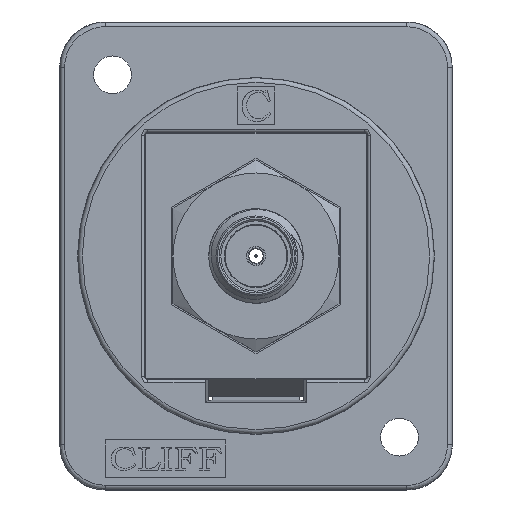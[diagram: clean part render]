
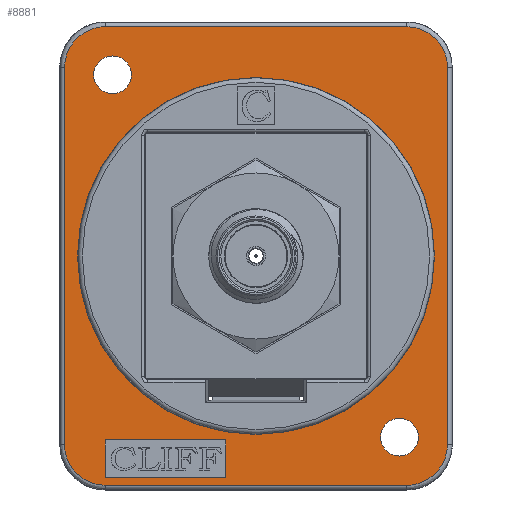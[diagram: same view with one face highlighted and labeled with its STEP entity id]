
A CAD part, front view. The second image highlights one B-rep face of the part: STEP entity #8881.
In plain terms, the highlighted planar face has unit normal (0, -1, 0).
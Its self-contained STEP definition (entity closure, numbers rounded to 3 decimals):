
#109=FACE_BOUND('',#1429,.T.);
#110=FACE_BOUND('',#1430,.T.);
#111=FACE_BOUND('',#1431,.T.);
#112=FACE_BOUND('',#1432,.T.);
#419=PLANE('',#9507);
#460=ELLIPSE('',#9508,2.7,2.7);
#461=ELLIPSE('',#9509,2.7,2.7);
#462=ELLIPSE('',#9510,2.7,2.7);
#463=ELLIPSE('',#9511,2.7,2.7);
#945=FACE_OUTER_BOUND('',#1428,.T.);
#1428=EDGE_LOOP('',(#7743,#7744,#7745,#7746,#7747,#7748,#7749,#7750));
#1429=EDGE_LOOP('',(#7751));
#1430=EDGE_LOOP('',(#7752));
#1431=EDGE_LOOP('',(#7753,#7754,#7755,#7756));
#1432=EDGE_LOOP('',(#7757));
#1587=CIRCLE('',#9264,1.25);
#1589=CIRCLE('',#9267,1.25);
#1606=CIRCLE('',#9307,11.823);
#2560=LINE('',#18889,#3312);
#2564=LINE('',#18897,#3316);
#2567=LINE('',#18903,#3319);
#2570=LINE('',#18908,#3322);
#2602=LINE('',#19009,#3354);
#2603=LINE('',#19013,#3355);
#2604=LINE('',#19017,#3356);
#2605=LINE('',#19020,#3357);
#3312=VECTOR('',#11329,2.5);
#3316=VECTOR('',#11335,8.);
#3319=VECTOR('',#11340,2.5);
#3322=VECTOR('',#11345,8.);
#3354=VECTOR('',#11437,24.965);
#3355=VECTOR('',#11440,19.965);
#3356=VECTOR('',#11443,24.965);
#3357=VECTOR('',#11446,19.965);
#3761=VERTEX_POINT('',#16677);
#3763=VERTEX_POINT('',#16683);
#3818=VERTEX_POINT('',#16958);
#4122=VERTEX_POINT('',#18887);
#4123=VERTEX_POINT('',#18888);
#4126=VERTEX_POINT('',#18896);
#4128=VERTEX_POINT('',#18902);
#4153=VERTEX_POINT('',#19005);
#4154=VERTEX_POINT('',#19006);
#4155=VERTEX_POINT('',#19008);
#4156=VERTEX_POINT('',#19010);
#4157=VERTEX_POINT('',#19012);
#4158=VERTEX_POINT('',#19014);
#4159=VERTEX_POINT('',#19016);
#4160=VERTEX_POINT('',#19018);
#4761=EDGE_CURVE('',#3761,#3761,#1587,.T.);
#4764=EDGE_CURVE('',#3763,#3763,#1589,.T.);
#4835=EDGE_CURVE('',#3818,#3818,#1606,.T.);
#5315=EDGE_CURVE('',#4122,#4123,#2560,.T.);
#5319=EDGE_CURVE('',#4126,#4122,#2564,.T.);
#5322=EDGE_CURVE('',#4128,#4126,#2567,.T.);
#5325=EDGE_CURVE('',#4123,#4128,#2570,.T.);
#5370=EDGE_CURVE('',#4153,#4154,#460,.T.);
#5371=EDGE_CURVE('',#4155,#4153,#2602,.T.);
#5372=EDGE_CURVE('',#4156,#4155,#461,.T.);
#5373=EDGE_CURVE('',#4157,#4156,#2603,.T.);
#5374=EDGE_CURVE('',#4158,#4157,#462,.T.);
#5375=EDGE_CURVE('',#4159,#4158,#2604,.T.);
#5376=EDGE_CURVE('',#4160,#4159,#463,.T.);
#5377=EDGE_CURVE('',#4154,#4160,#2605,.T.);
#7743=ORIENTED_EDGE('',*,*,#5370,.F.);
#7744=ORIENTED_EDGE('',*,*,#5371,.F.);
#7745=ORIENTED_EDGE('',*,*,#5372,.F.);
#7746=ORIENTED_EDGE('',*,*,#5373,.F.);
#7747=ORIENTED_EDGE('',*,*,#5374,.F.);
#7748=ORIENTED_EDGE('',*,*,#5375,.F.);
#7749=ORIENTED_EDGE('',*,*,#5376,.F.);
#7750=ORIENTED_EDGE('',*,*,#5377,.F.);
#7751=ORIENTED_EDGE('',*,*,#4761,.T.);
#7752=ORIENTED_EDGE('',*,*,#4764,.T.);
#7753=ORIENTED_EDGE('',*,*,#5315,.T.);
#7754=ORIENTED_EDGE('',*,*,#5325,.T.);
#7755=ORIENTED_EDGE('',*,*,#5322,.T.);
#7756=ORIENTED_EDGE('',*,*,#5319,.T.);
#7757=ORIENTED_EDGE('',*,*,#4835,.T.);
#8881=ADVANCED_FACE('',(#945,#109,#110,#111,#112),#419,.T.);
#9264=AXIS2_PLACEMENT_3D('',#16678,#10533,#10534);
#9267=AXIS2_PLACEMENT_3D('',#16684,#10540,#10541);
#9307=AXIS2_PLACEMENT_3D('',#16959,#10659,#10660);
#9507=AXIS2_PLACEMENT_3D('',#19004,#11433,#11434);
#9508=AXIS2_PLACEMENT_3D('',#19007,#11435,#11436);
#9509=AXIS2_PLACEMENT_3D('',#19011,#11438,#11439);
#9510=AXIS2_PLACEMENT_3D('',#19015,#11441,#11442);
#9511=AXIS2_PLACEMENT_3D('',#19019,#11444,#11445);
#10533=DIRECTION('center_axis',(0.,1.,0.));
#10534=DIRECTION('ref_axis',(-1.,0.,0.));
#10540=DIRECTION('center_axis',(0.,1.,0.));
#10541=DIRECTION('ref_axis',(-1.,0.,0.));
#10659=DIRECTION('center_axis',(0.,1.,0.));
#10660=DIRECTION('ref_axis',(-1.,0.,0.));
#11329=DIRECTION('',(0.,0.,1.));
#11335=DIRECTION('',(-1.,0.,0.));
#11340=DIRECTION('',(0.,0.,-1.));
#11345=DIRECTION('',(1.,0.,0.));
#11433=DIRECTION('center_axis',(0.,-1.,0.));
#11434=DIRECTION('ref_axis',(1.,0.,0.));
#11435=DIRECTION('center_axis',(0.,1.,0.));
#11436=DIRECTION('ref_axis',(-0.707,0.,0.707));
#11437=DIRECTION('',(0.,0.,1.));
#11438=DIRECTION('center_axis',(0.,1.,0.));
#11439=DIRECTION('ref_axis',(-0.707,0.,-0.707));
#11440=DIRECTION('',(-1.,0.,0.));
#11441=DIRECTION('center_axis',(0.,1.,0.));
#11442=DIRECTION('ref_axis',(0.707,0.,-0.707));
#11443=DIRECTION('',(0.,0.,-1.));
#11444=DIRECTION('center_axis',(0.,1.,0.));
#11445=DIRECTION('ref_axis',(0.707,0.,0.707));
#11446=DIRECTION('',(1.,0.,0.));
#16677=CARTESIAN_POINT('',(-8.25,-2.3,12.));
#16678=CARTESIAN_POINT('Origin',(-9.5,-2.3,12.));
#16683=CARTESIAN_POINT('',(10.75,-2.3,-12.));
#16684=CARTESIAN_POINT('Origin',(9.5,-2.3,-12.));
#16958=CARTESIAN_POINT('',(11.823,-2.3,0.));
#16959=CARTESIAN_POINT('Origin',(0.,-2.3,0.));
#18887=CARTESIAN_POINT('',(-10.,-2.3,-14.683));
#18888=CARTESIAN_POINT('',(-10.,-2.3,-12.183));
#18889=CARTESIAN_POINT('',(-10.,-2.3,-7.341));
#18896=CARTESIAN_POINT('',(-2.,-2.3,-14.683));
#18897=CARTESIAN_POINT('',(-1.,-2.3,-14.683));
#18902=CARTESIAN_POINT('',(-2.,-2.3,-12.183));
#18903=CARTESIAN_POINT('',(-2.,-2.3,-6.091));
#18908=CARTESIAN_POINT('',(-5.,-2.3,-12.183));
#19004=CARTESIAN_POINT('Origin',(0.,-2.3,0.));
#19005=CARTESIAN_POINT('',(-12.683,-2.3,12.483));
#19006=CARTESIAN_POINT('',(-9.983,-2.3,15.183));
#19007=CARTESIAN_POINT('Origin',(-9.982,-2.3,12.482));
#19008=CARTESIAN_POINT('',(-12.683,-2.3,-12.483));
#19009=CARTESIAN_POINT('',(-12.683,-2.3,-7.75));
#19010=CARTESIAN_POINT('',(-9.983,-2.3,-15.183));
#19011=CARTESIAN_POINT('Origin',(-9.982,-2.3,-12.482));
#19012=CARTESIAN_POINT('',(9.983,-2.3,-15.183));
#19013=CARTESIAN_POINT('',(6.5,-2.3,-15.183));
#19014=CARTESIAN_POINT('',(12.683,-2.3,-12.483));
#19015=CARTESIAN_POINT('Origin',(9.982,-2.3,-12.482));
#19016=CARTESIAN_POINT('',(12.683,-2.3,12.483));
#19017=CARTESIAN_POINT('',(12.683,-2.3,7.75));
#19018=CARTESIAN_POINT('',(9.983,-2.3,15.183));
#19019=CARTESIAN_POINT('Origin',(9.982,-2.3,12.482));
#19020=CARTESIAN_POINT('',(-6.5,-2.3,15.183));
